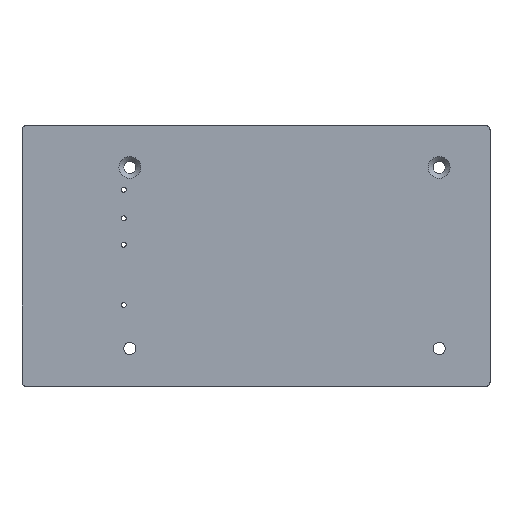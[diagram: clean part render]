
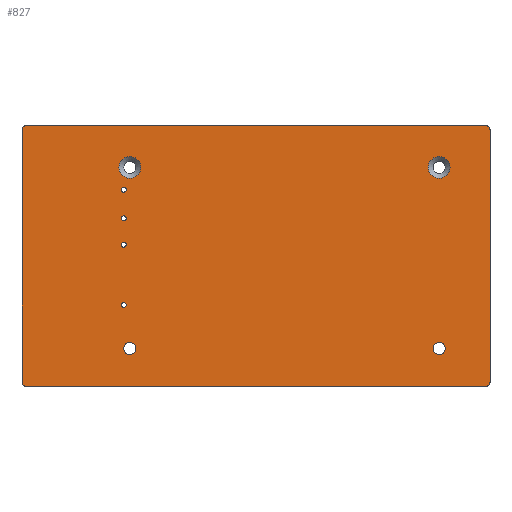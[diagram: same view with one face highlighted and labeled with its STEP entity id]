
A CAD part, top view. The second image highlights one B-rep face of the part: STEP entity #827.
In plain terms, the highlighted planar face has unit normal (0, 0, 1).
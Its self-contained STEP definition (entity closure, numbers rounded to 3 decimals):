
#827=ADVANCED_FACE('',(#2083,#2085,#2087,#2089,#2091,#2093,#2095,#2097,#2099),#2101,
.T.);
#2083=FACE_BOUND('',#2084,.T.);
#2084=EDGE_LOOP('',(#3093,#3094,#3095,#3096,#3097,#3098,#3099,#3100));
#2085=FACE_BOUND('',#2086,.T.);
#2086=EDGE_LOOP('',(#3101));
#2087=FACE_BOUND('',#2088,.T.);
#2088=EDGE_LOOP('',(#3102));
#2089=FACE_BOUND('',#2090,.T.);
#2090=EDGE_LOOP('',(#3103));
#2091=FACE_BOUND('',#2092,.T.);
#2092=EDGE_LOOP('',(#3104));
#2093=FACE_BOUND('',#2094,.T.);
#2094=EDGE_LOOP('',(#3105));
#2095=FACE_BOUND('',#2096,.T.);
#2096=EDGE_LOOP('',(#3106));
#2097=FACE_BOUND('',#2098,.T.);
#2098=EDGE_LOOP('',(#3107));
#2099=FACE_BOUND('',#2100,.T.);
#2100=EDGE_LOOP('',(#3108));
#2101=PLANE('',#2102);
#2102=AXIS2_PLACEMENT_3D('',#2103,#2104,#2105);
#2103=CARTESIAN_POINT('',(0.,0.,24.5));
#2104=DIRECTION('',(0.,0.,1.));
#2105=DIRECTION('',(-1.,0.,0.));
#3093=ORIENTED_EDGE('',*,*,#3676,.F.);
#3094=ORIENTED_EDGE('',*,*,#3677,.T.);
#3095=ORIENTED_EDGE('',*,*,#3678,.F.);
#3096=ORIENTED_EDGE('',*,*,#3679,.T.);
#3097=ORIENTED_EDGE('',*,*,#3680,.F.);
#3098=ORIENTED_EDGE('',*,*,#3681,.T.);
#3099=ORIENTED_EDGE('',*,*,#3682,.F.);
#3100=ORIENTED_EDGE('',*,*,#3683,.T.);
#3101=ORIENTED_EDGE('',*,*,#3684,.T.);
#3102=ORIENTED_EDGE('',*,*,#3685,.T.);
#3103=ORIENTED_EDGE('',*,*,#3567,.T.);
#3104=ORIENTED_EDGE('',*,*,#3568,.T.);
#3105=ORIENTED_EDGE('',*,*,#3569,.T.);
#3106=ORIENTED_EDGE('',*,*,#3570,.T.);
#3107=ORIENTED_EDGE('',*,*,#3686,.T.);
#3108=ORIENTED_EDGE('',*,*,#3687,.F.);
#3567=EDGE_CURVE('',#4112,#4112,#4113,.T.);
#3568=EDGE_CURVE('',#4114,#4114,#4115,.T.);
#3569=EDGE_CURVE('',#4116,#4116,#4117,.T.);
#3570=EDGE_CURVE('',#4118,#4118,#4119,.T.);
#3676=EDGE_CURVE('',#4296,#4297,#4298,.F.);
#3677=EDGE_CURVE('',#4296,#4299,#4300,.T.);
#3678=EDGE_CURVE('',#4301,#4299,#4302,.F.);
#3679=EDGE_CURVE('',#4301,#4303,#4304,.T.);
#3680=EDGE_CURVE('',#4305,#4303,#4306,.F.);
#3681=EDGE_CURVE('',#4305,#4307,#4308,.T.);
#3682=EDGE_CURVE('',#4309,#4307,#4310,.F.);
#3683=EDGE_CURVE('',#4309,#4297,#4311,.T.);
#3684=EDGE_CURVE('',#4312,#4312,#4313,.F.);
#3685=EDGE_CURVE('',#4314,#4314,#4315,.T.);
#3686=EDGE_CURVE('',#4316,#4316,#4317,.T.);
#3687=EDGE_CURVE('',#4318,#4318,#4319,.T.);
#4112=VERTEX_POINT('',#5104);
#4113=CIRCLE('',#5105,0.6);
#4114=VERTEX_POINT('',#5109);
#4115=CIRCLE('',#5110,0.6);
#4116=VERTEX_POINT('',#5114);
#4117=CIRCLE('',#5115,0.6);
#4118=VERTEX_POINT('',#5119);
#4119=CIRCLE('',#5120,0.6);
#4296=VERTEX_POINT('',#5546);
#4297=VERTEX_POINT('',#5547);
#4298=CIRCLE('',#5548,1.);
#4299=VERTEX_POINT('',#5552);
#4300=LINE('',#5553,#5554);
#4301=VERTEX_POINT('',#5556);
#4302=CIRCLE('',#5557,1.);
#4303=VERTEX_POINT('',#5561);
#4304=LINE('',#5562,#5563);
#4305=VERTEX_POINT('',#5565);
#4306=CIRCLE('',#5566,1.);
#4307=VERTEX_POINT('',#5570);
#4308=LINE('',#5571,#5572);
#4309=VERTEX_POINT('',#5574);
#4310=CIRCLE('',#5575,1.);
#4311=LINE('',#5579,#5580);
#4312=VERTEX_POINT('',#5582);
#4313=CIRCLE('',#5583,1.5);
#4314=VERTEX_POINT('',#5587);
#4315=CIRCLE('',#5588,2.7);
#4316=VERTEX_POINT('',#5592);
#4317=CIRCLE('',#5593,2.7);
#4318=VERTEX_POINT('',#5597);
#4319=CIRCLE('',#5598,1.5);
#5104=CARTESIAN_POINT('',(-85.1,-14.75,24.5));
#5105=AXIS2_PLACEMENT_3D('',#5106,#5107,#5108);
#5106=CARTESIAN_POINT('',(-84.5,-14.75,24.5));
#5107=DIRECTION('',(-0.,0.,-1.));
#5108=DIRECTION('',(-1.,0.,0.));
#5109=CARTESIAN_POINT('',(-85.1,-43.05,24.5));
#5110=AXIS2_PLACEMENT_3D('',#5111,#5112,#5113);
#5111=CARTESIAN_POINT('',(-84.5,-43.05,24.5));
#5112=DIRECTION('',(-0.,0.,-1.));
#5113=DIRECTION('',(-1.,0.,0.));
#5114=CARTESIAN_POINT('',(-85.1,-28.25,24.5));
#5115=AXIS2_PLACEMENT_3D('',#5116,#5117,#5118);
#5116=CARTESIAN_POINT('',(-84.5,-28.25,24.5));
#5117=DIRECTION('',(-0.,0.,-1.));
#5118=DIRECTION('',(-1.,0.,0.));
#5119=CARTESIAN_POINT('',(-85.1,-21.75,24.5));
#5120=AXIS2_PLACEMENT_3D('',#5121,#5122,#5123);
#5121=CARTESIAN_POINT('',(-84.5,-21.75,24.5));
#5122=DIRECTION('',(-0.,0.,-1.));
#5123=DIRECTION('',(-1.,0.,0.));
#5546=CARTESIAN_POINT('',(-108.5,-63.,24.5));
#5547=CARTESIAN_POINT('',(-109.5,-62.,24.5));
#5548=AXIS2_PLACEMENT_3D('',#5549,#5550,#5551);
#5549=CARTESIAN_POINT('',(-108.5,-62.,24.5));
#5550=DIRECTION('',(0.,0.,1.));
#5551=DIRECTION('',(-1.,0.,0.));
#5552=CARTESIAN_POINT('',(4.5,-63.,24.5));
#5553=CARTESIAN_POINT('',(-108.5,-63.,24.5));
#5554=VECTOR('',#5555,1.);
#5555=DIRECTION('',(1.,0.,0.));
#5556=CARTESIAN_POINT('',(5.5,-62.,24.5));
#5557=AXIS2_PLACEMENT_3D('',#5558,#5559,#5560);
#5558=CARTESIAN_POINT('',(4.5,-62.,24.5));
#5559=DIRECTION('',(0.,0.,1.));
#5560=DIRECTION('',(0.,-1.,0.));
#5561=CARTESIAN_POINT('',(5.5,0.,24.5));
#5562=CARTESIAN_POINT('',(5.5,-62.,24.5));
#5563=VECTOR('',#5564,1.);
#5564=DIRECTION('',(0.,1.,0.));
#5565=CARTESIAN_POINT('',(4.5,1.,24.5));
#5566=AXIS2_PLACEMENT_3D('',#5567,#5568,#5569);
#5567=CARTESIAN_POINT('',(4.5,0.,24.5));
#5568=DIRECTION('',(0.,-0.,1.));
#5569=DIRECTION('',(1.,0.,0.));
#5570=CARTESIAN_POINT('',(-108.5,1.,24.5));
#5571=CARTESIAN_POINT('',(4.5,1.,24.5));
#5572=VECTOR('',#5573,1.);
#5573=DIRECTION('',(-1.,0.,0.));
#5574=CARTESIAN_POINT('',(-109.5,0.,24.5));
#5575=AXIS2_PLACEMENT_3D('',#5576,#5577,#5578);
#5576=CARTESIAN_POINT('',(-108.5,0.,24.5));
#5577=DIRECTION('',(0.,0.,1.));
#5578=DIRECTION('',(0.,1.,0.));
#5579=CARTESIAN_POINT('',(-109.5,0.,24.5));
#5580=VECTOR('',#5581,1.);
#5581=DIRECTION('',(0.,-1.,0.));
#5582=CARTESIAN_POINT('',(-84.5,-53.75,24.5));
#5583=AXIS2_PLACEMENT_3D('',#5584,#5585,#5586);
#5584=CARTESIAN_POINT('',(-83.,-53.75,24.5));
#5585=DIRECTION('',(0.,0.,1.));
#5586=DIRECTION('',(-1.,0.,0.));
#5587=CARTESIAN_POINT('',(-9.7,-9.25,24.5));
#5588=AXIS2_PLACEMENT_3D('',#5589,#5590,#5591);
#5589=CARTESIAN_POINT('',(-7.,-9.25,24.5));
#5590=DIRECTION('',(-0.,0.,-1.));
#5591=DIRECTION('',(-1.,0.,0.));
#5592=CARTESIAN_POINT('',(-85.7,-9.25,24.5));
#5593=AXIS2_PLACEMENT_3D('',#5594,#5595,#5596);
#5594=CARTESIAN_POINT('',(-83.,-9.25,24.5));
#5595=DIRECTION('',(-0.,0.,-1.));
#5596=DIRECTION('',(-1.,0.,0.));
#5597=CARTESIAN_POINT('',(-8.5,-53.75,24.5));
#5598=AXIS2_PLACEMENT_3D('',#5599,#5600,#5601);
#5599=CARTESIAN_POINT('',(-7.,-53.75,24.5));
#5600=DIRECTION('',(0.,0.,1.));
#5601=DIRECTION('',(-1.,0.,0.));
